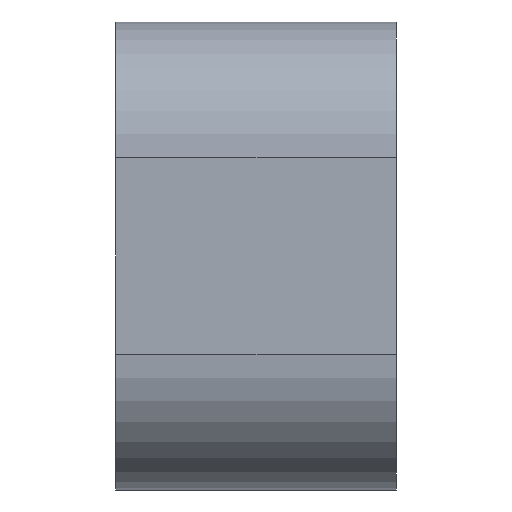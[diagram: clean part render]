
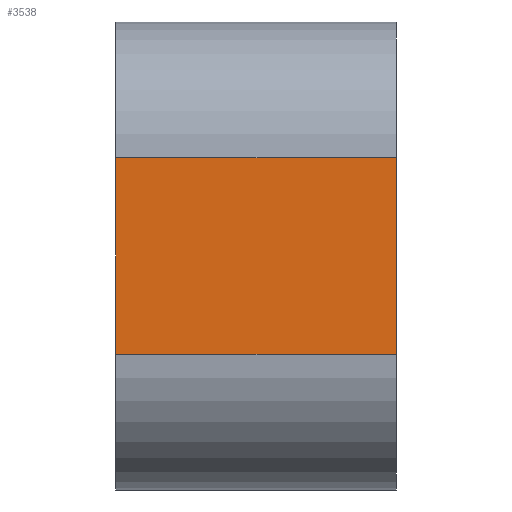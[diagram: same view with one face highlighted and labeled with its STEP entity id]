
A CAD part, left-side view. The second image highlights one B-rep face of the part: STEP entity #3538.
In plain terms, the highlighted planar face has unit normal (-1, 0, 0).
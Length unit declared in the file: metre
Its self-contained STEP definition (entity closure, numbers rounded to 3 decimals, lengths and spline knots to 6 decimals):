
#593=ORIENTED_EDGE('',*,*,#1600,.T.);
#594=ORIENTED_EDGE('',*,*,#1601,.F.);
#595=ORIENTED_EDGE('',*,*,#1602,.F.);
#596=ORIENTED_EDGE('',*,*,#1603,.T.);
#1600=EDGE_CURVE('',#2090,#2091,#2375,.T.);
#1601=EDGE_CURVE('',#2092,#2091,#2376,.T.);
#1602=EDGE_CURVE('',#2093,#2092,#2377,.T.);
#1603=EDGE_CURVE('',#2093,#2090,#2378,.T.);
#2090=VERTEX_POINT('',#5706);
#2091=VERTEX_POINT('',#5707);
#2092=VERTEX_POINT('',#5709);
#2093=VERTEX_POINT('',#5711);
#2375=LINE('',#5705,#2721);
#2376=LINE('',#5708,#2722);
#2377=LINE('',#5710,#2723);
#2378=LINE('',#5712,#2724);
#2721=VECTOR('',#4513,1.);
#2722=VECTOR('',#4514,1.);
#2723=VECTOR('',#4515,1.);
#2724=VECTOR('',#4516,1.);
#2951=EDGE_LOOP('',(#593,#594,#595,#596));
#3201=FACE_BOUND('',#2951,.T.);
#3422=PLANE('',#3844);
#3538=ADVANCED_FACE('',(#3201),#3422,.T.);
#3844=AXIS2_PLACEMENT_3D('',#5704,#4511,#4512);
#4511=DIRECTION('',(-1.,0.,0.));
#4512=DIRECTION('',(0.,0.,1.));
#4513=DIRECTION('',(0.,1.,0.));
#4514=DIRECTION('',(0.,0.,1.));
#4515=DIRECTION('',(0.,1.,0.));
#4516=DIRECTION('',(0.,0.,1.));
#5704=CARTESIAN_POINT('',(-0.10922,-0.00254,0.));
#5705=CARTESIAN_POINT('',(-0.10922,-0.00254,0.028575));
#5706=CARTESIAN_POINT('',(-0.10922,-0.00254,0.028575));
#5707=CARTESIAN_POINT('',(-0.10922,0.078892,0.028575));
#5708=CARTESIAN_POINT('',(-0.10922,0.078892,0.));
#5709=CARTESIAN_POINT('',(-0.10922,0.078892,-0.028575));
#5710=CARTESIAN_POINT('',(-0.10922,-0.00254,-0.028575));
#5711=CARTESIAN_POINT('',(-0.10922,-0.00254,-0.028575));
#5712=CARTESIAN_POINT('',(-0.10922,-0.00254,0.));
